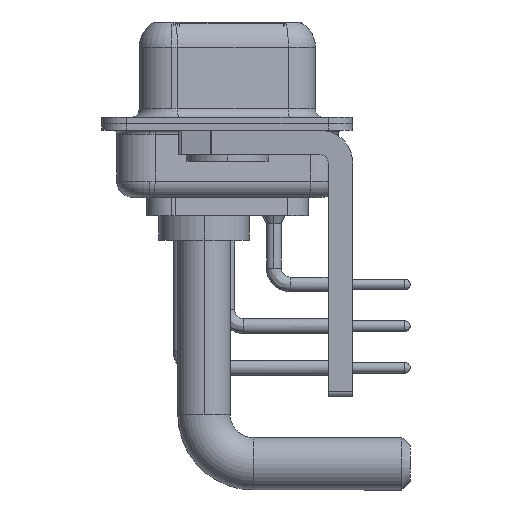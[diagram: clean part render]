
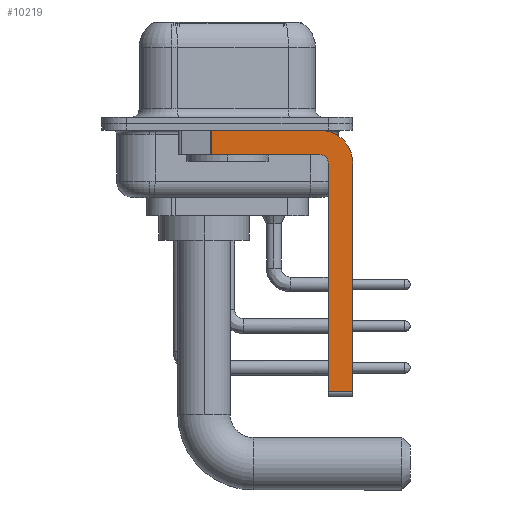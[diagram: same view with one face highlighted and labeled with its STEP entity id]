
A CAD part, left-side view. The second image highlights one B-rep face of the part: STEP entity #10219.
In plain terms, the highlighted planar face has unit normal (-1, 0, 0).
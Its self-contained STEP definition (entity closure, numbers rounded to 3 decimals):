
#106 = EDGE_CURVE ( 'NONE', #15678, #29792, #17066, .T. ) ;
#1417 = DIRECTION ( 'NONE',  ( -1., 0., 0. ) ) ;
#2544 = LINE ( 'NONE', #28416, #10123 ) ;
#2878 = DIRECTION ( 'NONE',  ( 0., 1., 0. ) ) ;
#3149 = LINE ( 'NONE', #29012, #4192 ) ;
#3174 = EDGE_LOOP ( 'NONE', ( #4876, #8451, #22732, #22977, #4920, #5539, #27523, #13705 ) ) ;
#3445 = CARTESIAN_POINT ( 'NONE',  ( -2.9, -6.15, -2.4 ) ) ;
#3983 = LINE ( 'NONE', #20118, #11839 ) ;
#4192 = VECTOR ( 'NONE', #22142, 1000. ) ;
#4843 = LINE ( 'NONE', #23561, #28275 ) ;
#4876 = ORIENTED_EDGE ( 'NONE', *, *, #14905, .F. ) ;
#4920 = ORIENTED_EDGE ( 'NONE', *, *, #11368, .F. ) ;
#5208 = LINE ( 'NONE', #12224, #19469 ) ;
#5539 = ORIENTED_EDGE ( 'NONE', *, *, #23959, .T. ) ;
#5662 = CARTESIAN_POINT ( 'NONE',  ( -2.9, 0.978, -1.9 ) ) ;
#6082 = CARTESIAN_POINT ( 'NONE',  ( -2.9, -5.65, -2.4 ) ) ;
#6727 = CARTESIAN_POINT ( 'NONE',  ( -2.9, 0.978, -0.4 ) ) ;
#6853 = AXIS2_PLACEMENT_3D ( 'NONE', #17413, #1417, #8585 ) ;
#7750 = DIRECTION ( 'NONE',  ( 1., 0., 0. ) ) ;
#7775 = EDGE_CURVE ( 'NONE', #29792, #16778, #4843, .T. ) ;
#7866 = CARTESIAN_POINT ( 'NONE',  ( -2.9, -6.15, -16.35 ) ) ;
#8109 = VECTOR ( 'NONE', #8322, 1000. ) ;
#8283 = CARTESIAN_POINT ( 'NONE',  ( -2.9, -7.65, -16.35 ) ) ;
#8322 = DIRECTION ( 'NONE',  ( 0., 0., -1. ) ) ;
#8451 = ORIENTED_EDGE ( 'NONE', *, *, #24901, .T. ) ;
#8585 = DIRECTION ( 'NONE',  ( 0., 0., 1. ) ) ;
#9183 = VERTEX_POINT ( 'NONE', #7866 ) ;
#9973 = VERTEX_POINT ( 'NONE', #6727 ) ;
#10123 = VECTOR ( 'NONE', #11847, 1000. ) ;
#10219 = ADVANCED_FACE ( 'NONE', ( #28921 ), #27225, .F. ) ;
#10335 = DIRECTION ( 'NONE',  ( 0., 0., -1. ) ) ;
#10380 = DIRECTION ( 'NONE',  ( 0., 0., 1. ) ) ;
#10676 = AXIS2_PLACEMENT_3D ( 'NONE', #6082, #15227, #24482 ) ;
#11076 = AXIS2_PLACEMENT_3D ( 'NONE', #28587, #7750, #10335 ) ;
#11368 = EDGE_CURVE ( 'NONE', #9183, #15678, #5208, .T. ) ;
#11839 = VECTOR ( 'NONE', #20562, 1000. ) ;
#11847 = DIRECTION ( 'NONE',  ( 0., 0., -1. ) ) ;
#12224 = CARTESIAN_POINT ( 'NONE',  ( -2.9, -6.15, -16.6 ) ) ;
#13705 = ORIENTED_EDGE ( 'NONE', *, *, #20253, .F. ) ;
#14905 = EDGE_CURVE ( 'NONE', #9973, #24371, #3983, .T. ) ;
#14924 = VERTEX_POINT ( 'NONE', #8283 ) ;
#15227 = DIRECTION ( 'NONE',  ( 1., 0., 0. ) ) ;
#15678 = VERTEX_POINT ( 'NONE', #3445 ) ;
#16778 = VERTEX_POINT ( 'NONE', #5662 ) ;
#17066 = CIRCLE ( 'NONE', #6853, 0.5 ) ;
#17413 = CARTESIAN_POINT ( 'NONE',  ( -2.9, -5.65, -2.4 ) ) ;
#17450 = CARTESIAN_POINT ( 'NONE',  ( -2.9, -7.65, -2.4 ) ) ;
#19386 = CARTESIAN_POINT ( 'NONE',  ( -2.9, -5.65, -0.4 ) ) ;
#19469 = VECTOR ( 'NONE', #10380, 1000. ) ;
#19569 = LINE ( 'NONE', #17450, #8109 ) ;
#19968 = VERTEX_POINT ( 'NONE', #29350 ) ;
#20118 = CARTESIAN_POINT ( 'NONE',  ( -2.9, 3., -0.4 ) ) ;
#20253 = EDGE_CURVE ( 'NONE', #24371, #19968, #22703, .T. ) ;
#20562 = DIRECTION ( 'NONE',  ( 0., -1., 0. ) ) ;
#22142 = DIRECTION ( 'NONE',  ( 0., -1., 0. ) ) ;
#22703 = CIRCLE ( 'NONE', #11076, 2. ) ;
#22732 = ORIENTED_EDGE ( 'NONE', *, *, #7775, .F. ) ;
#22977 = ORIENTED_EDGE ( 'NONE', *, *, #106, .F. ) ;
#23561 = CARTESIAN_POINT ( 'NONE',  ( -2.9, -5.65, -1.9 ) ) ;
#23959 = EDGE_CURVE ( 'NONE', #9183, #14924, #3149, .T. ) ;
#23966 = EDGE_CURVE ( 'NONE', #19968, #14924, #19569, .T. ) ;
#24371 = VERTEX_POINT ( 'NONE', #19386 ) ;
#24482 = DIRECTION ( 'NONE',  ( 0., 0., -1. ) ) ;
#24901 = EDGE_CURVE ( 'NONE', #9973, #16778, #2544, .T. ) ;
#27225 = PLANE ( 'NONE',  #10676 ) ;
#27523 = ORIENTED_EDGE ( 'NONE', *, *, #23966, .F. ) ;
#28275 = VECTOR ( 'NONE', #2878, 1000. ) ;
#28416 = CARTESIAN_POINT ( 'NONE',  ( -2.9, 0.978, -1.9 ) ) ;
#28587 = CARTESIAN_POINT ( 'NONE',  ( -2.9, -5.65, -2.4 ) ) ;
#28921 = FACE_OUTER_BOUND ( 'NONE', #3174, .T. ) ;
#29012 = CARTESIAN_POINT ( 'NONE',  ( -2.9, -5.65, -16.35 ) ) ;
#29135 = CARTESIAN_POINT ( 'NONE',  ( -2.9, -5.65, -1.9 ) ) ;
#29350 = CARTESIAN_POINT ( 'NONE',  ( -2.9, -7.65, -2.4 ) ) ;
#29792 = VERTEX_POINT ( 'NONE', #29135 ) ;
